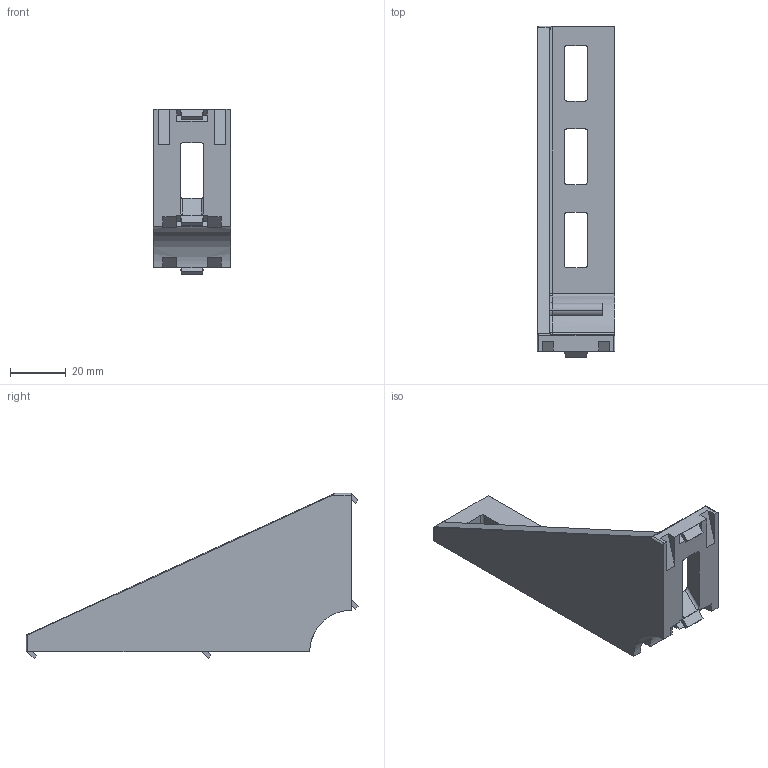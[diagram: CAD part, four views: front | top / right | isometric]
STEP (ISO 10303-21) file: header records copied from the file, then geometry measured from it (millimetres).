
FILE_DESCRIPTION (( 'STEP AP214' ), '1' );
FILE_NAME ('6268122', '2019-01-28T17:15:24', ( '' ), ('JUGARD+KÜNSTNER GmbH'), 'SwSTEP 2.0', 'SolidWorks 2017', '' );
FILE_SCHEMA (( 'AUTOMOTIVE_DESIGN' ));
Length unit declared in the file: millimetre
Products named in the file (1): 6268122
Bounding box: 28 x 119.39 x 59.39 mm (x, y, z)
Volume: 34322.2 mm3; surface area: 16895.4 mm2
Topology: 1 solids, 1 shells, 140 faces, 378 edges, 235 vertices
Faces by surface type: plane 87, cylinder 34, bspline 19
Entity records: 4778 total; most frequent: CARTESIAN_POINT 1414, ORIENTED_EDGE 744, DIRECTION 623, EDGE_CURVE 372, VECTOR 261, LINE 261, VERTEX_POINT 235, AXIS2_PLACEMENT_3D 181
